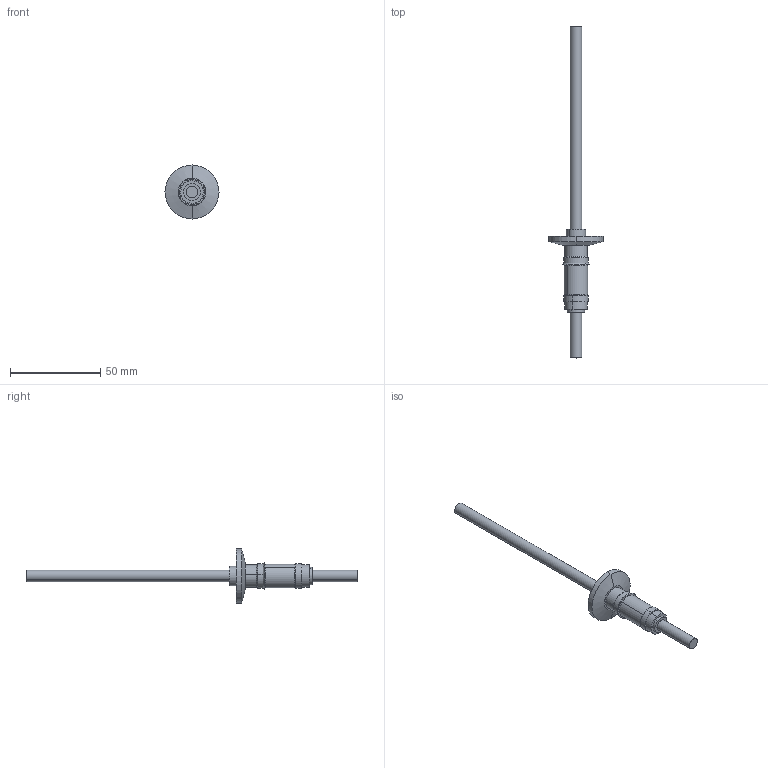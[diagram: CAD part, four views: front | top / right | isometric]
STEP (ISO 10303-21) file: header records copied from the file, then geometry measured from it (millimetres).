
FILE_DESCRIPTION (( 'STEP AP203' ), '1' );
FILE_NAME ('A0117-1-QF.STEP', '2019-10-25T17:59:11', ( '' ), ( '' ), 'SwSTEP 2.0', 'SolidWorks 2019', '' );
FILE_SCHEMA (( 'CONFIG_CONTROL_DESIGN' ));
Length unit declared in the file: inch
Products named in the file (1): A0117-1-QF
Bounding box: 29.97 x 184.15 x 29.97 mm (x, y, z)
Volume: 11941.1 mm3; surface area: 8208.1 mm2
Topology: 1 solids, 2 shells, 63 faces, 126 edges, 80 vertices
Faces by surface type: cylinder 36, plane 17, cone 8, torus 2
Entity records: 1747 total; most frequent: DIRECTION 336, CARTESIAN_POINT 270, ORIENTED_EDGE 252, AXIS2_PLACEMENT_3D 146, EDGE_CURVE 126, CIRCLE 82, VERTEX_POINT 80, EDGE_LOOP 78
